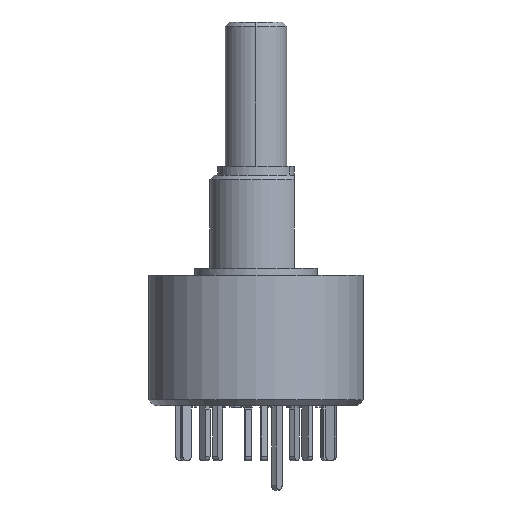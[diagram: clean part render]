
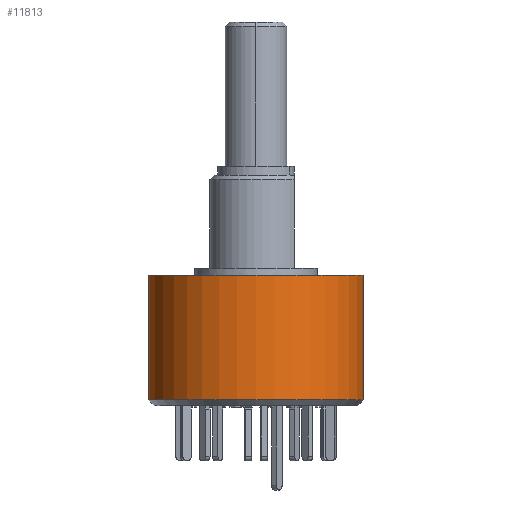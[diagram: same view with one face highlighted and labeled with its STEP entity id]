
A CAD part, left-side view. The second image highlights one B-rep face of the part: STEP entity #11813.
In plain terms, the highlighted cylindrical face has radius 7 mm (diameter 14 mm), a partial arc.
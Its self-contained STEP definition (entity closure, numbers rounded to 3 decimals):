
#2516 = VERTEX_POINT ( 'NONE', #3187 ) ;
#2665 = DIRECTION ( 'NONE',  ( 0., 0., 1. ) ) ;
#2888 = LINE ( 'NONE', #12859, #10860 ) ;
#3077 = CIRCLE ( 'NONE', #12101, 7. ) ;
#3119 = DIRECTION ( 'NONE',  ( 0., -1., 0. ) ) ;
#3187 = CARTESIAN_POINT ( 'NONE',  ( 0., 7., -8.574 ) ) ;
#3528 = CARTESIAN_POINT ( 'NONE',  ( 0., 0., -0.45 ) ) ;
#3741 = VERTEX_POINT ( 'NONE', #4626 ) ;
#3920 = CARTESIAN_POINT ( 'NONE',  ( 0., -7., -8.574 ) ) ;
#4323 = DIRECTION ( 'NONE',  ( 0., 0., -1. ) ) ;
#4626 = CARTESIAN_POINT ( 'NONE',  ( 0., -7., -0.45 ) ) ;
#4666 = AXIS2_PLACEMENT_3D ( 'NONE', #11245, #6662, #14877 ) ;
#4695 = FACE_OUTER_BOUND ( 'NONE', #11430, .T. ) ;
#5393 = VECTOR ( 'NONE', #4323, 1000. ) ;
#5988 = EDGE_CURVE ( 'NONE', #2516, #9491, #3077, .T. ) ;
#6662 = DIRECTION ( 'NONE',  ( 0., 0., -1. ) ) ;
#6933 = DIRECTION ( 'NONE',  ( 0., 0., -1. ) ) ;
#7576 = EDGE_CURVE ( 'NONE', #3741, #9491, #8532, .T. ) ;
#8212 = AXIS2_PLACEMENT_3D ( 'NONE', #3528, #2665, #13038 ) ;
#8335 = ORIENTED_EDGE ( 'NONE', *, *, #10521, .F. ) ;
#8475 = ORIENTED_EDGE ( 'NONE', *, *, #7576, .F. ) ;
#8532 = LINE ( 'NONE', #15156, #5393 ) ;
#8786 = CARTESIAN_POINT ( 'NONE',  ( 0., 7., -0.45 ) ) ;
#9491 = VERTEX_POINT ( 'NONE', #3920 ) ;
#10521 = EDGE_CURVE ( 'NONE', #13329, #3741, #12605, .T. ) ;
#10860 = VECTOR ( 'NONE', #6933, 1000. ) ;
#11245 = CARTESIAN_POINT ( 'NONE',  ( 0., 0., -0.45 ) ) ;
#11319 = DIRECTION ( 'NONE',  ( 0., 0., 1. ) ) ;
#11350 = ORIENTED_EDGE ( 'NONE', *, *, #11520, .T. ) ;
#11399 = CYLINDRICAL_SURFACE ( 'NONE', #4666, 7. ) ;
#11430 = EDGE_LOOP ( 'NONE', ( #8475, #8335, #11350, #11884 ) ) ;
#11520 = EDGE_CURVE ( 'NONE', #13329, #2516, #2888, .T. ) ;
#11813 = ADVANCED_FACE ( 'NONE', ( #4695 ), #11399, .T. ) ;
#11884 = ORIENTED_EDGE ( 'NONE', *, *, #5988, .T. ) ;
#12101 = AXIS2_PLACEMENT_3D ( 'NONE', #14957, #11319, #3119 ) ;
#12605 = CIRCLE ( 'NONE', #8212, 7. ) ;
#12859 = CARTESIAN_POINT ( 'NONE',  ( 0., 7., -0.45 ) ) ;
#13038 = DIRECTION ( 'NONE',  ( 0., -1., 0. ) ) ;
#13329 = VERTEX_POINT ( 'NONE', #8786 ) ;
#14877 = DIRECTION ( 'NONE',  ( 0., 1., 0. ) ) ;
#14957 = CARTESIAN_POINT ( 'NONE',  ( 0., 0., -8.574 ) ) ;
#15156 = CARTESIAN_POINT ( 'NONE',  ( 0., -7., -0.45 ) ) ;
